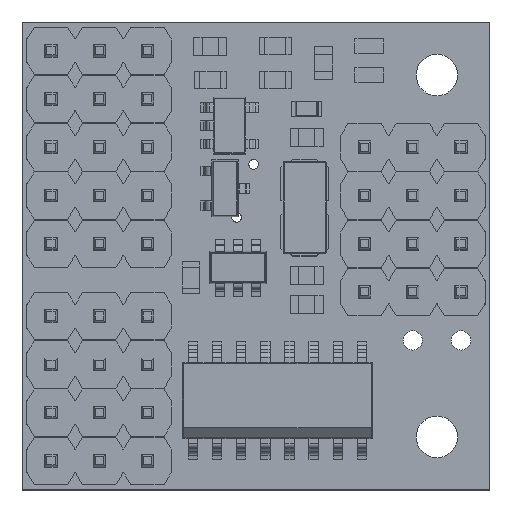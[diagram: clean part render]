
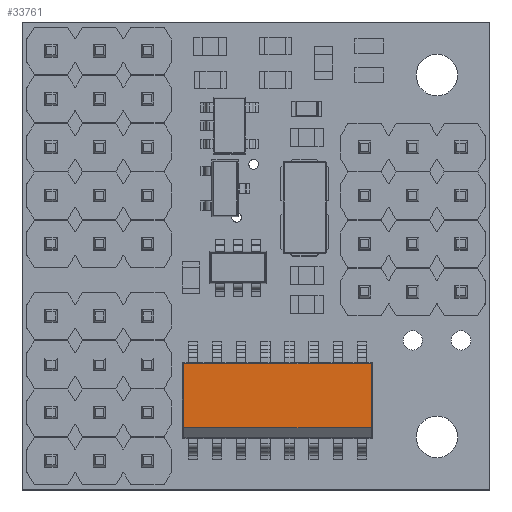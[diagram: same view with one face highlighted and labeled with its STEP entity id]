
A CAD part, top view. The second image highlights one B-rep face of the part: STEP entity #33761.
In plain terms, the highlighted planar face has unit normal (0, 0, 1).
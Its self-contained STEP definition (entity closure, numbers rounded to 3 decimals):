
#19709 = DIRECTION ( 'NONE',  ( 0., 1., 0. ) ) ;
#20756 = FACE_OUTER_BOUND ( 'NONE', #55907, .T. ) ;
#21142 = AXIS2_PLACEMENT_3D ( 'NONE', #75347, #66411, #102789 ) ;
#29073 = PLANE ( 'NONE',  #21142 ) ;
#29596 = LINE ( 'NONE', #58655, #40588 ) ;
#33229 = DIRECTION ( 'NONE',  ( -1., 0., 0. ) ) ;
#33761 = ADVANCED_FACE ( 'NONE', ( #20756 ), #29073, .F. ) ;
#37650 = EDGE_CURVE ( 'NONE', #44441, #82681, #29596, .T. ) ;
#40588 = VECTOR ( 'NONE', #112231, 1000. ) ;
#43391 = ORIENTED_EDGE ( 'NONE', *, *, #72639, .T. ) ;
#44441 = VERTEX_POINT ( 'NONE', #103707 ) ;
#46617 = CARTESIAN_POINT ( 'NONE',  ( 18.383, 6.642, 2.766 ) ) ;
#51659 = VECTOR ( 'NONE', #19709, 1000. ) ;
#55907 = EDGE_LOOP ( 'NONE', ( #43391, #101835, #61437, #55995 ) ) ;
#55995 = ORIENTED_EDGE ( 'NONE', *, *, #110881, .T. ) ;
#58655 = CARTESIAN_POINT ( 'NONE',  ( 13.448, 3.268, 2.766 ) ) ;
#58859 = LINE ( 'NONE', #95191, #63301 ) ;
#59953 = CARTESIAN_POINT ( 'NONE',  ( 13.448, 6.642, 2.766 ) ) ;
#61437 = ORIENTED_EDGE ( 'NONE', *, *, #78456, .T. ) ;
#63301 = VECTOR ( 'NONE', #86788, 1000. ) ;
#66411 = DIRECTION ( 'NONE',  ( 0., 0., -1. ) ) ;
#67780 = CARTESIAN_POINT ( 'NONE',  ( 8.514, 6.642, 2.766 ) ) ;
#72639 = EDGE_CURVE ( 'NONE', #109579, #44441, #58859, .T. ) ;
#75347 = CARTESIAN_POINT ( 'NONE',  ( 13.448, 4.708, 2.766 ) ) ;
#78456 = EDGE_CURVE ( 'NONE', #82681, #88827, #102334, .T. ) ;
#79040 = VECTOR ( 'NONE', #33229, 1000. ) ;
#82681 = VERTEX_POINT ( 'NONE', #109811 ) ;
#86788 = DIRECTION ( 'NONE',  ( 0., -1., 0. ) ) ;
#88827 = VERTEX_POINT ( 'NONE', #46617 ) ;
#95191 = CARTESIAN_POINT ( 'NONE',  ( 8.514, 4.708, 2.766 ) ) ;
#101835 = ORIENTED_EDGE ( 'NONE', *, *, #37650, .T. ) ;
#102334 = LINE ( 'NONE', #113040, #51659 ) ;
#102789 = DIRECTION ( 'NONE',  ( 1., 0., 0. ) ) ;
#103707 = CARTESIAN_POINT ( 'NONE',  ( 8.514, 3.268, 2.766 ) ) ;
#105742 = LINE ( 'NONE', #59953, #79040 ) ;
#109579 = VERTEX_POINT ( 'NONE', #67780 ) ;
#109811 = CARTESIAN_POINT ( 'NONE',  ( 18.383, 3.268, 2.766 ) ) ;
#110881 = EDGE_CURVE ( 'NONE', #88827, #109579, #105742, .T. ) ;
#112231 = DIRECTION ( 'NONE',  ( 1., 0., 0. ) ) ;
#113040 = CARTESIAN_POINT ( 'NONE',  ( 18.383, 4.708, 2.766 ) ) ;
